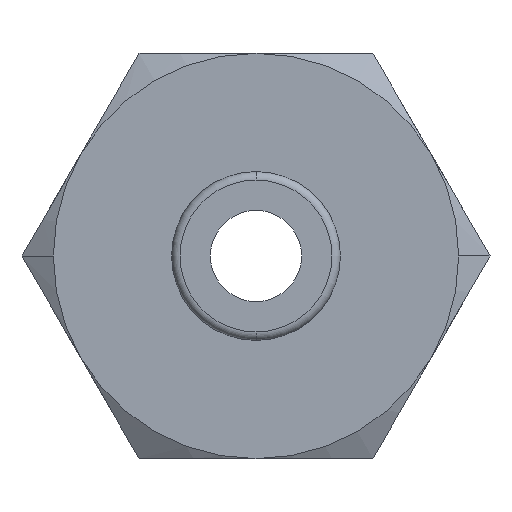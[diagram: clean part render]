
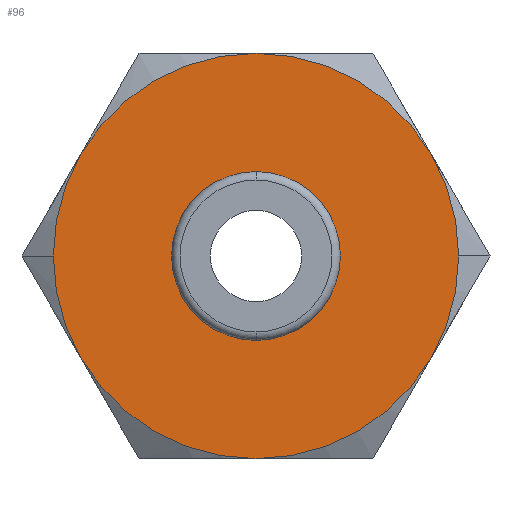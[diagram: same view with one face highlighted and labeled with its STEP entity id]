
A CAD part, front view. The second image highlights one B-rep face of the part: STEP entity #96.
In plain terms, the highlighted planar face has unit normal (0, -1, 0).
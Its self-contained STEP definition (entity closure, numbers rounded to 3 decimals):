
#96=ADVANCED_FACE('',(#215,#216),#217,.T.);
#215=FACE_OUTER_BOUND('',#358,.T.);
#216=FACE_BOUND('',#359,.T.);
#217=PLANE('',#360);
#358=EDGE_LOOP('',(#564,#565,#566,#567,#568,#569,#570,#571));
#359=EDGE_LOOP('',(#572,#573));
#360=AXIS2_PLACEMENT_3D('',#574,#575,#576);
#564=ORIENTED_EDGE('',*,*,#880,.F.);
#565=ORIENTED_EDGE('',*,*,#881,.F.);
#566=ORIENTED_EDGE('',*,*,#882,.F.);
#567=ORIENTED_EDGE('',*,*,#883,.F.);
#568=ORIENTED_EDGE('',*,*,#861,.F.);
#569=ORIENTED_EDGE('',*,*,#884,.F.);
#570=ORIENTED_EDGE('',*,*,#885,.F.);
#571=ORIENTED_EDGE('',*,*,#856,.F.);
#572=ORIENTED_EDGE('',*,*,#822,.F.);
#573=ORIENTED_EDGE('',*,*,#886,.F.);
#574=CARTESIAN_POINT('',(3.0,10.0,0.0));
#575=DIRECTION('',(-0.0,-1.0,-0.0));
#576=DIRECTION('',(-1.0,0.0,0.0));
#822=EDGE_CURVE('',#963,#959,#965,.T.);
#856=EDGE_CURVE('',#1017,#1020,#1021,.T.);
#861=EDGE_CURVE('',#1027,#1025,#1029,.T.);
#880=EDGE_CURVE('',#1058,#1017,#1059,.T.);
#881=EDGE_CURVE('',#1060,#1058,#1061,.T.);
#882=EDGE_CURVE('',#1062,#1060,#1063,.T.);
#883=EDGE_CURVE('',#1025,#1062,#1064,.T.);
#884=EDGE_CURVE('',#1065,#1027,#1066,.T.);
#885=EDGE_CURVE('',#1020,#1065,#1067,.T.);
#886=EDGE_CURVE('',#959,#963,#1068,.T.);
#959=VERTEX_POINT('',#1153);
#963=VERTEX_POINT('',#1158);
#965=CIRCLE('',#1161,2.5);
#1017=VERTEX_POINT('',#1245);
#1020=VERTEX_POINT('',#1249);
#1021=CIRCLE('',#1250,6.0);
#1025=VERTEX_POINT('',#1265);
#1027=VERTEX_POINT('',#1268);
#1029=CIRCLE('',#1281,6.0);
#1058=VERTEX_POINT('',#1316);
#1059=CIRCLE('',#1317,6.0);
#1060=VERTEX_POINT('',#1318);
#1061=CIRCLE('',#1319,6.0);
#1062=VERTEX_POINT('',#1320);
#1063=CIRCLE('',#1321,6.0);
#1064=CIRCLE('',#1322,6.0);
#1065=VERTEX_POINT('',#1323);
#1066=CIRCLE('',#1324,6.0);
#1067=CIRCLE('',#1325,6.0);
#1068=CIRCLE('',#1326,2.5);
#1153=CARTESIAN_POINT('',(2.5,10.0,0.));
#1158=CARTESIAN_POINT('',(-2.5,10.0,0.));
#1161=AXIS2_PLACEMENT_3D('',#1640,#1641,#1642);
#1245=CARTESIAN_POINT('',(6.0,10.0,0.));
#1249=CARTESIAN_POINT('',(5.196,10.0,-3.0));
#1250=AXIS2_PLACEMENT_3D('',#1690,#1691,#1692);
#1265=CARTESIAN_POINT('',(-6.0,10.0,0.));
#1268=CARTESIAN_POINT('',(-5.196,10.0,-3.0));
#1281=AXIS2_PLACEMENT_3D('',#1694,#1695,#1696);
#1316=CARTESIAN_POINT('',(5.196,10.0,3.0));
#1317=AXIS2_PLACEMENT_3D('',#1724,#1725,#1726);
#1318=CARTESIAN_POINT('',(0.,10.0,6.0));
#1319=AXIS2_PLACEMENT_3D('',#1727,#1728,#1729);
#1320=CARTESIAN_POINT('',(-5.196,10.0,3.0));
#1321=AXIS2_PLACEMENT_3D('',#1730,#1731,#1732);
#1322=AXIS2_PLACEMENT_3D('',#1733,#1734,#1735);
#1323=CARTESIAN_POINT('',(0.0,10.0,-6.0));
#1324=AXIS2_PLACEMENT_3D('',#1736,#1737,#1738);
#1325=AXIS2_PLACEMENT_3D('',#1739,#1740,#1741);
#1326=AXIS2_PLACEMENT_3D('',#1742,#1743,#1744);
#1640=CARTESIAN_POINT('',(0.0,10.0,0.0));
#1641=DIRECTION('',(0.0,-1.0,0.0));
#1642=DIRECTION('',(1.0,0.0,0.0));
#1690=CARTESIAN_POINT('',(0.0,10.0,0.0));
#1691=DIRECTION('',(-0.0,1.0,0.0));
#1692=DIRECTION('',(1.0,0.0,0.0));
#1694=CARTESIAN_POINT('',(0.0,10.0,0.0));
#1695=DIRECTION('',(-0.0,1.0,0.0));
#1696=DIRECTION('',(1.0,0.0,0.0));
#1724=CARTESIAN_POINT('',(0.0,10.0,0.0));
#1725=DIRECTION('',(-0.0,1.0,0.0));
#1726=DIRECTION('',(1.0,0.0,0.0));
#1727=CARTESIAN_POINT('',(0.0,10.0,0.0));
#1728=DIRECTION('',(-0.0,1.0,0.0));
#1729=DIRECTION('',(1.0,0.0,0.0));
#1730=CARTESIAN_POINT('',(0.0,10.0,0.0));
#1731=DIRECTION('',(-0.0,1.0,0.0));
#1732=DIRECTION('',(1.0,0.0,0.0));
#1733=CARTESIAN_POINT('',(0.0,10.0,0.0));
#1734=DIRECTION('',(-0.0,1.0,0.0));
#1735=DIRECTION('',(1.0,0.0,0.0));
#1736=CARTESIAN_POINT('',(0.0,10.0,0.0));
#1737=DIRECTION('',(-0.0,1.0,0.0));
#1738=DIRECTION('',(1.0,0.0,0.0));
#1739=CARTESIAN_POINT('',(0.0,10.0,0.0));
#1740=DIRECTION('',(-0.0,1.0,0.0));
#1741=DIRECTION('',(1.0,0.0,0.0));
#1742=CARTESIAN_POINT('',(0.0,10.0,0.0));
#1743=DIRECTION('',(0.0,-1.0,0.0));
#1744=DIRECTION('',(1.0,0.0,0.0));
